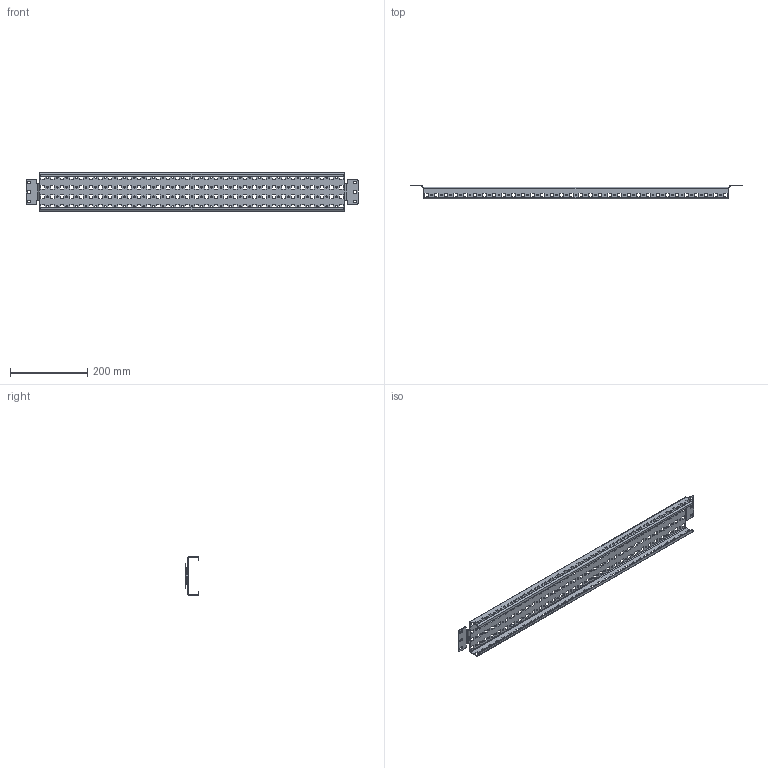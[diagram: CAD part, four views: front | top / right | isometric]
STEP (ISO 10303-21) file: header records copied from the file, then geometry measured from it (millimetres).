
FILE_DESCRIPTION (( 'STEP AP214' ), '1' );
FILE_NAME ('974.090.STEP', '2024-08-23T05:41:42', ( '' ), ( '' ), 'SwSTEP 2.0', 'SolidWorks 2021', '' );
FILE_SCHEMA (( 'AUTOMOTIVE_DESIGN' ));
Length unit declared in the file: millimetre
Products named in the file (1): 974.090
Bounding box: 861.8 x 36 x 100 mm (x, y, z)
Volume: 231912.8 mm3; surface area: 256375.9 mm2
Topology: 1 solids, 1 shells, 1254 faces, 3700 edges, 2448 vertices
Faces by surface type: plane 842, cylinder 412
Entity records: 43230 total; most frequent: CARTESIAN_POINT 7403, ORIENTED_EDGE 7400, DIRECTION 7034, EDGE_CURVE 3700, LINE 2876, VECTOR 2876, VERTEX_POINT 2448, AXIS2_PLACEMENT_3D 2079
